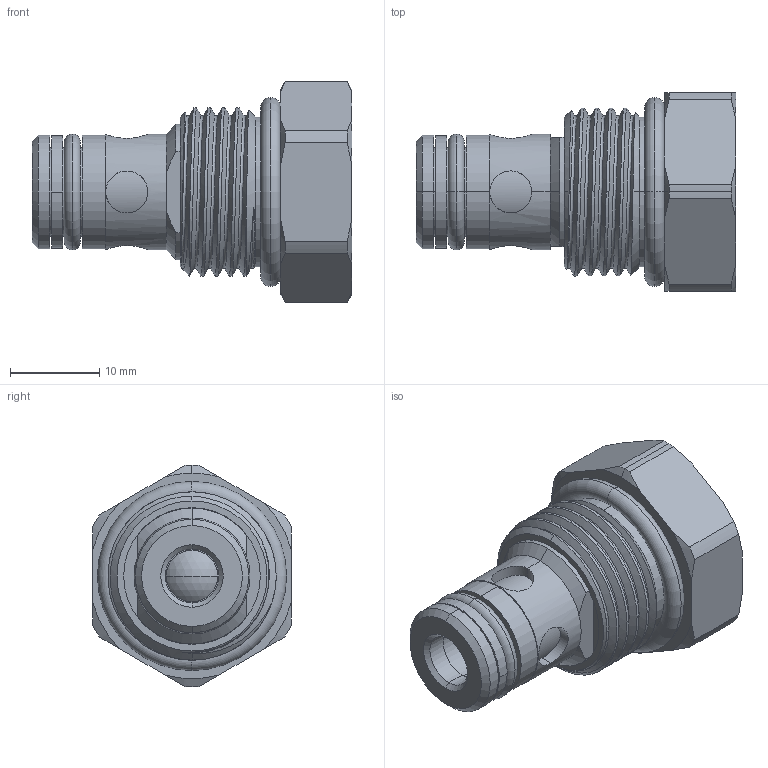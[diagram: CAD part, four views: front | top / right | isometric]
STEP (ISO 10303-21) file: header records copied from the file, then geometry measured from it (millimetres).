
FILE_DESCRIPTION (( 'STEP AP214' ), '1' );
FILE_NAME ('CV08W20-N.STEP', '2016-05-17T05:26:27', ( '' ), ( '' ), 'SwSTEP 2.0', 'SolidWorks 2012', '' );
FILE_SCHEMA (( 'AUTOMOTIVE_DESIGN' ));
Length unit declared in the file: millimetre
Products named in the file (1): CV08W20-N
Bounding box: 35.8 x 22.22 x 24.8 mm (x, y, z)
Volume: 8190.5 mm3; surface area: 4131.6 mm2
Topology: 4 solids, 4 shells, 116 faces, 278 edges, 178 vertices
Faces by surface type: cylinder 52, cone 26, plane 23, torus 10, bspline 3, sphere 2
Entity records: 5571 total; most frequent: CARTESIAN_POINT 2884, ORIENTED_EDGE 556, DIRECTION 539, EDGE_CURVE 278, AXIS2_PLACEMENT_3D 227, VERTEX_POINT 178, EDGE_LOOP 130, ADVANCED_FACE 116
